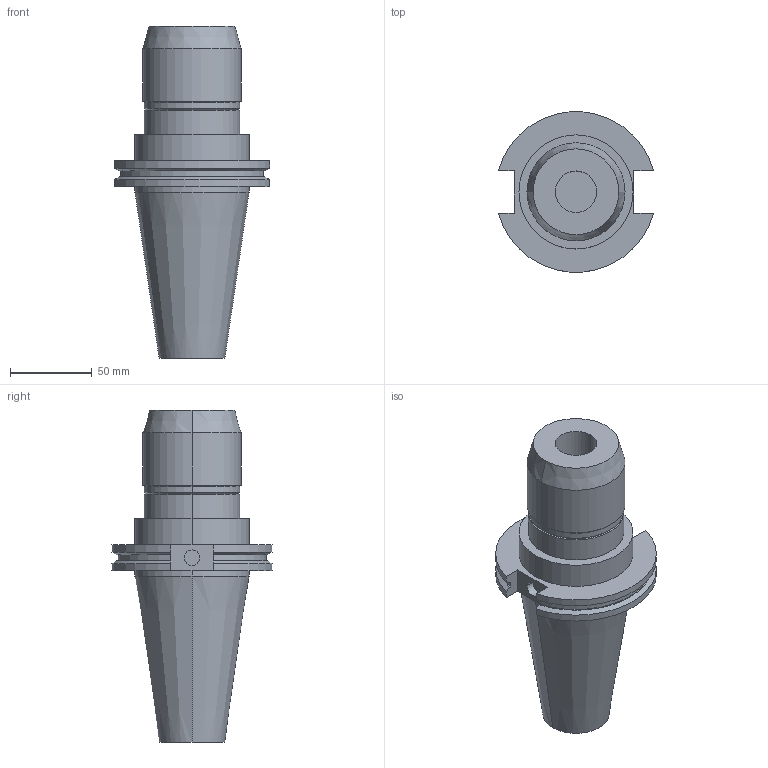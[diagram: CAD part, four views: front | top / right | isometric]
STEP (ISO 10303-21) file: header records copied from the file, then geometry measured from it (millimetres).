
FILE_DESCRIPTION (( 'STEP AP203' ), '1' );
FILE_NAME ('STP-23218G.STEP', '2019-06-01T02:55:03', ( '' ), ( '' ), 'SwSTEP 2.0', 'SolidWorks 2017', '' );
FILE_SCHEMA (( 'CONFIG_CONTROL_DESIGN' ));
Length unit declared in the file: millimetre
Products named in the file (1): STP-23218G
Bounding box: 94.95 x 98.05 x 203.2 mm (x, y, z)
Volume: 531082.4 mm3; surface area: 64491 mm2
Topology: 1 solids, 1 shells, 66 faces, 150 edges, 93 vertices
Faces by surface type: cylinder 28, plane 20, cone 18
Entity records: 1929 total; most frequent: DIRECTION 342, CARTESIAN_POINT 332, ORIENTED_EDGE 296, EDGE_CURVE 148, AXIS2_PLACEMENT_3D 135, VERTEX_POINT 93, EDGE_LOOP 75, VECTOR 72
